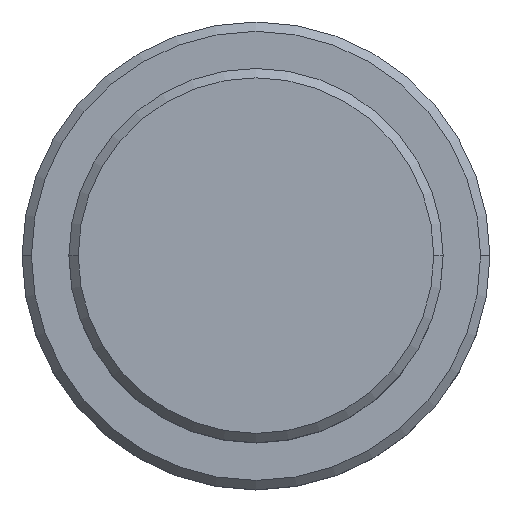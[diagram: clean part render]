
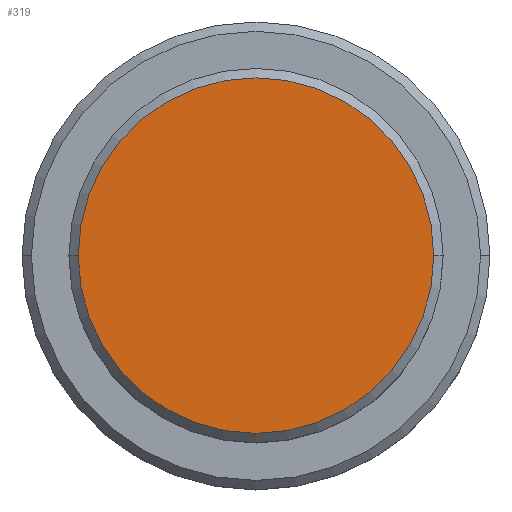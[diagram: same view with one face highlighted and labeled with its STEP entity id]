
A CAD part, top view. The second image highlights one B-rep face of the part: STEP entity #319.
In plain terms, the highlighted planar face has unit normal (0, 0, 1).
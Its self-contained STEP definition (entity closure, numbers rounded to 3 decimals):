
#52 = EDGE_LOOP ( 'NONE', ( #898, #1020 ) ) ;
#172 = DIRECTION ( 'NONE',  ( 1., 0., 0. ) ) ;
#304 = DIRECTION ( 'NONE',  ( 1., 0., 0. ) ) ;
#319 = ADVANCED_FACE ( 'NONE', ( #481 ), #824, .T. ) ;
#385 = AXIS2_PLACEMENT_3D ( 'NONE', #497, #918, #172 ) ;
#425 = VERTEX_POINT ( 'NONE', #1043 ) ;
#481 = FACE_OUTER_BOUND ( 'NONE', #52, .T. ) ;
#487 = EDGE_CURVE ( 'NONE', #1108, #425, #796, .T. ) ;
#497 = CARTESIAN_POINT ( 'NONE',  ( 0., 0., 0. ) ) ;
#516 = AXIS2_PLACEMENT_3D ( 'NONE', #1386, #1049, #304 ) ;
#533 = CARTESIAN_POINT ( 'NONE',  ( 9.5, 0., 0. ) ) ;
#539 = AXIS2_PLACEMENT_3D ( 'NONE', #1068, #949, #726 ) ;
#630 = EDGE_CURVE ( 'NONE', #425, #1108, #1144, .T. ) ;
#726 = DIRECTION ( 'NONE',  ( 1., 0., 0. ) ) ;
#796 = CIRCLE ( 'NONE', #539, 9.5 ) ;
#824 = PLANE ( 'NONE',  #385 ) ;
#898 = ORIENTED_EDGE ( 'NONE', *, *, #630, .T. ) ;
#918 = DIRECTION ( 'NONE',  ( 0., 0., 1. ) ) ;
#949 = DIRECTION ( 'NONE',  ( 0., 0., 1. ) ) ;
#1020 = ORIENTED_EDGE ( 'NONE', *, *, #487, .T. ) ;
#1043 = CARTESIAN_POINT ( 'NONE',  ( -9.5, 0., 0. ) ) ;
#1049 = DIRECTION ( 'NONE',  ( 0., 0., 1. ) ) ;
#1068 = CARTESIAN_POINT ( 'NONE',  ( 0., 0., 0. ) ) ;
#1108 = VERTEX_POINT ( 'NONE', #533 ) ;
#1144 = CIRCLE ( 'NONE', #516, 9.5 ) ;
#1386 = CARTESIAN_POINT ( 'NONE',  ( 0., 0., 0. ) ) ;
